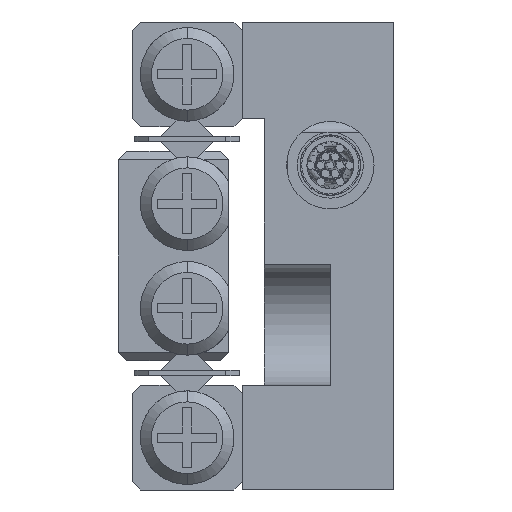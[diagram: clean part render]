
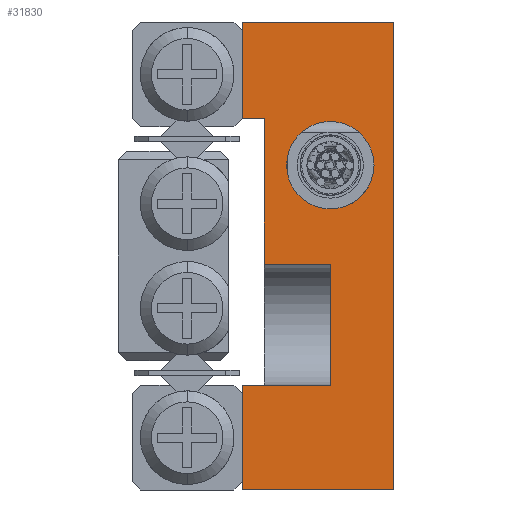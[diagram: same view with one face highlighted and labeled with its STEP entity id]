
A CAD part, left-side view. The second image highlights one B-rep face of the part: STEP entity #31830.
In plain terms, the highlighted planar face has unit normal (-1, 0, 0).
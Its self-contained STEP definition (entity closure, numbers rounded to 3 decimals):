
#256 = EDGE_LOOP ( 'NONE', ( #38870, #4490 ) ) ;
#415 = AXIS2_PLACEMENT_3D ( 'NONE', #2499, #18514, #34468 ) ;
#766 = CARTESIAN_POINT ( 'NONE',  ( -10., 2.3, 1.512 ) ) ;
#834 = VERTEX_POINT ( 'NONE', #51799 ) ;
#2499 = CARTESIAN_POINT ( 'NONE',  ( -10., 5.5, -10. ) ) ;
#3308 = LINE ( 'NONE', #19324, #22742 ) ;
#3440 = DIRECTION ( 'NONE',  ( -1., 0., 0. ) ) ;
#3971 = DIRECTION ( 'NONE',  ( 0., -1., 0. ) ) ;
#4110 = VECTOR ( 'NONE', #41423, 1000. ) ;
#4490 = ORIENTED_EDGE ( 'NONE', *, *, #33785, .F. ) ;
#4811 = VERTEX_POINT ( 'NONE', #42771 ) ;
#5983 = VERTEX_POINT ( 'NONE', #27746 ) ;
#6370 = EDGE_CURVE ( 'NONE', #33447, #29892, #28732, .T. ) ;
#6424 = FACE_OUTER_BOUND ( 'NONE', #42458, .T. ) ;
#6475 = CARTESIAN_POINT ( 'NONE',  ( -10., 5.5, -4.9 ) ) ;
#7553 = DIRECTION ( 'NONE',  ( 0., 1., 0. ) ) ;
#7920 = DIRECTION ( 'NONE',  ( 0., 0., 1. ) ) ;
#8212 = EDGE_CURVE ( 'NONE', #10814, #5983, #10335, .T. ) ;
#8306 = VECTOR ( 'NONE', #44075, 1000. ) ;
#9448 = LINE ( 'NONE', #25434, #4110 ) ;
#9635 = CARTESIAN_POINT ( 'NONE',  ( -10., 5.5, -4.9 ) ) ;
#9877 = ORIENTED_EDGE ( 'NONE', *, *, #41134, .T. ) ;
#10335 = LINE ( 'NONE', #26316, #20762 ) ;
#10808 = ORIENTED_EDGE ( 'NONE', *, *, #43830, .T. ) ;
#10814 = VERTEX_POINT ( 'NONE', #43889 ) ;
#11714 = ORIENTED_EDGE ( 'NONE', *, *, #31321, .T. ) ;
#11842 = DIRECTION ( 'NONE',  ( 0., 0., 1. ) ) ;
#12111 = LINE ( 'NONE', #28081, #8306 ) ;
#12426 = CARTESIAN_POINT ( 'NONE',  ( -10., 2.3, 3.1 ) ) ;
#13272 = DIRECTION ( 'NONE',  ( 0., 0., -1. ) ) ;
#14112 = VECTOR ( 'NONE', #25622, 1000. ) ;
#14421 = LINE ( 'NONE', #30378, #49206 ) ;
#14713 = ORIENTED_EDGE ( 'NONE', *, *, #24449, .T. ) ;
#15788 = CARTESIAN_POINT ( 'NONE',  ( -10., 2.3, 3.1 ) ) ;
#17357 = ORIENTED_EDGE ( 'NONE', *, *, #19168, .F. ) ;
#18323 = ORIENTED_EDGE ( 'NONE', *, *, #33192, .F. ) ;
#18514 = DIRECTION ( 'NONE',  ( 1., 0., 0. ) ) ;
#19110 = VECTOR ( 'NONE', #7553, 1000. ) ;
#19168 = EDGE_CURVE ( 'NONE', #31474, #24109, #19818, .T. ) ;
#19324 = CARTESIAN_POINT ( 'NONE',  ( -10., 5.5, 4.8 ) ) ;
#19818 = LINE ( 'NONE', #35795, #45257 ) ;
#20762 = VECTOR ( 'NONE', #42301, 1000. ) ;
#22425 = FACE_BOUND ( 'NONE', #256, .T. ) ;
#22570 = AXIS2_PLACEMENT_3D ( 'NONE', #15788, #43818, #7920 ) ;
#22742 = VECTOR ( 'NONE', #35289, 1000. ) ;
#23213 = VERTEX_POINT ( 'NONE', #46906 ) ;
#23926 = LINE ( 'NONE', #39892, #51827 ) ;
#24109 = VERTEX_POINT ( 'NONE', #6475 ) ;
#24449 = EDGE_CURVE ( 'NONE', #834, #27808, #3308, .T. ) ;
#25434 = CARTESIAN_POINT ( 'NONE',  ( -10., 5.5, 8.3 ) ) ;
#25622 = DIRECTION ( 'NONE',  ( 0., 1., 0. ) ) ;
#26316 = CARTESIAN_POINT ( 'NONE',  ( -10., 0., -10. ) ) ;
#27746 = CARTESIAN_POINT ( 'NONE',  ( -10., 0., 8.3 ) ) ;
#27753 = VERTEX_POINT ( 'NONE', #37111 ) ;
#27808 = VERTEX_POINT ( 'NONE', #49151 ) ;
#28081 = CARTESIAN_POINT ( 'NONE',  ( -10., 5.5, -10. ) ) ;
#28732 = CIRCLE ( 'NONE', #51291, 1.587 ) ;
#29892 = VERTEX_POINT ( 'NONE', #766 ) ;
#30110 = CARTESIAN_POINT ( 'NONE',  ( -10., 5.5, 8.3 ) ) ;
#30378 = CARTESIAN_POINT ( 'NONE',  ( -10., 4.7, 4.8 ) ) ;
#31321 = EDGE_CURVE ( 'NONE', #4811, #23213, #33189, .T. ) ;
#31474 = VERTEX_POINT ( 'NONE', #45752 ) ;
#31830 = ADVANCED_FACE ( 'NONE', ( #6424, #22425 ), #38406, .F. ) ;
#33189 = LINE ( 'NONE', #49157, #37218 ) ;
#33192 = EDGE_CURVE ( 'NONE', #834, #36473, #12111, .T. ) ;
#33447 = VERTEX_POINT ( 'NONE', #40665 ) ;
#33785 = EDGE_CURVE ( 'NONE', #29892, #33447, #45151, .T. ) ;
#33833 = EDGE_CURVE ( 'NONE', #31474, #10814, #23926, .T. ) ;
#34468 = DIRECTION ( 'NONE',  ( 0., 0., -1. ) ) ;
#35289 = DIRECTION ( 'NONE',  ( 0., -1., 0. ) ) ;
#35795 = CARTESIAN_POINT ( 'NONE',  ( -10., 5.5, -10. ) ) ;
#36473 = VERTEX_POINT ( 'NONE', #30110 ) ;
#37111 = CARTESIAN_POINT ( 'NONE',  ( -10., 4.7, -0.5 ) ) ;
#37218 = VECTOR ( 'NONE', #13272, 1000. ) ;
#38406 = PLANE ( 'NONE',  #415 ) ;
#38870 = ORIENTED_EDGE ( 'NONE', *, *, #6370, .F. ) ;
#39009 = LINE ( 'NONE', #43453, #19110 ) ;
#39892 = CARTESIAN_POINT ( 'NONE',  ( -10., 5.5, -8.7 ) ) ;
#40649 = ORIENTED_EDGE ( 'NONE', *, *, #40829, .F. ) ;
#40657 = EDGE_CURVE ( 'NONE', #27808, #27753, #14421, .T. ) ;
#40665 = CARTESIAN_POINT ( 'NONE',  ( -10., 2.3, 4.687 ) ) ;
#40829 = EDGE_CURVE ( 'NONE', #4811, #27753, #39009, .T. ) ;
#41134 = EDGE_CURVE ( 'NONE', #23213, #24109, #45521, .T. ) ;
#41423 = DIRECTION ( 'NONE',  ( 0., 1., 0. ) ) ;
#41894 = ORIENTED_EDGE ( 'NONE', *, *, #8212, .T. ) ;
#42301 = DIRECTION ( 'NONE',  ( 0., 0., 1. ) ) ;
#42458 = EDGE_LOOP ( 'NONE', ( #17357, #48473, #41894, #10808, #18323, #14713, #44265, #40649, #11714, #9877 ) ) ;
#42771 = CARTESIAN_POINT ( 'NONE',  ( -10., 2.3, -0.5 ) ) ;
#43453 = CARTESIAN_POINT ( 'NONE',  ( -10., -2.533, -0.5 ) ) ;
#43818 = DIRECTION ( 'NONE',  ( -1., 0., 0. ) ) ;
#43830 = EDGE_CURVE ( 'NONE', #5983, #36473, #9448, .T. ) ;
#43889 = CARTESIAN_POINT ( 'NONE',  ( -10., 0., -8.7 ) ) ;
#44075 = DIRECTION ( 'NONE',  ( 0., 0., 1. ) ) ;
#44265 = ORIENTED_EDGE ( 'NONE', *, *, #40657, .T. ) ;
#45151 = CIRCLE ( 'NONE', #22570, 1.587 ) ;
#45257 = VECTOR ( 'NONE', #51755, 1000. ) ;
#45521 = LINE ( 'NONE', #9635, #14112 ) ;
#45752 = CARTESIAN_POINT ( 'NONE',  ( -10., 5.5, -8.7 ) ) ;
#46368 = DIRECTION ( 'NONE',  ( 0., 0., -1. ) ) ;
#46906 = CARTESIAN_POINT ( 'NONE',  ( -10., 2.3, -4.9 ) ) ;
#48473 = ORIENTED_EDGE ( 'NONE', *, *, #33833, .T. ) ;
#49151 = CARTESIAN_POINT ( 'NONE',  ( -10., 4.7, 4.8 ) ) ;
#49157 = CARTESIAN_POINT ( 'NONE',  ( -10., 2.3, -10. ) ) ;
#49206 = VECTOR ( 'NONE', #46368, 1000. ) ;
#51291 = AXIS2_PLACEMENT_3D ( 'NONE', #12426, #3440, #11842 ) ;
#51755 = DIRECTION ( 'NONE',  ( 0., 0., 1. ) ) ;
#51799 = CARTESIAN_POINT ( 'NONE',  ( -10., 5.5, 4.8 ) ) ;
#51827 = VECTOR ( 'NONE', #3971, 1000. ) ;
